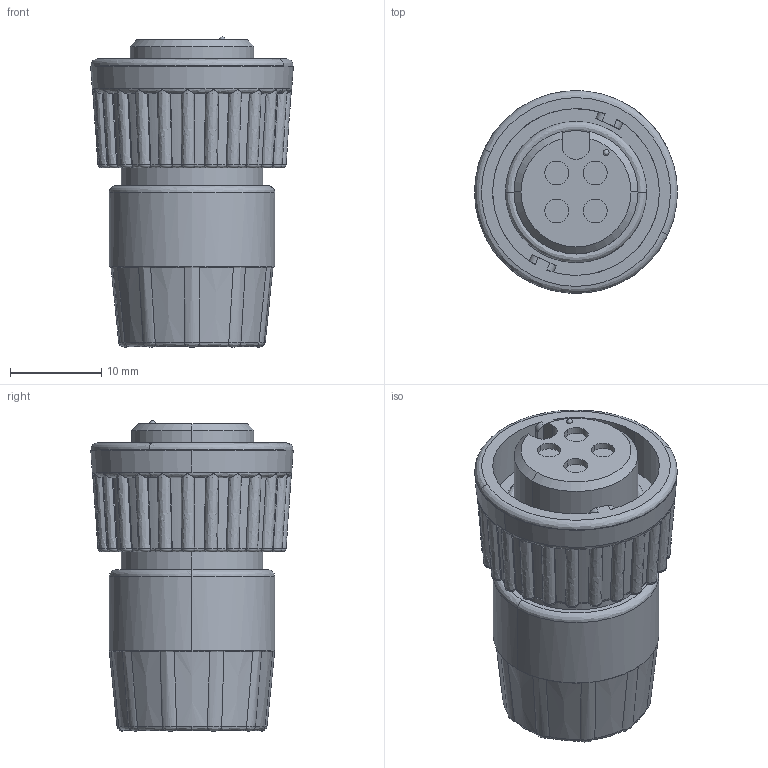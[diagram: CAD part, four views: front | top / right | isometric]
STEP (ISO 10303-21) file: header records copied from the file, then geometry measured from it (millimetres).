
FILE_DESCRIPTION (( 'STEP AP203' ), '1' );
FILE_NAME ('3380-4SG-3XX.STEP', '2017-11-14T17:46:12', ( '' ), ( '' ), 'SwSTEP 2.0', 'SolidWorks 2017', '' );
FILE_SCHEMA (( 'CONFIG_CONTROL_DESIGN' ));
Length unit declared in the file: inch
Products named in the file (1): 3380-4SG-3XX
Bounding box: 22.22 x 22.19 x 34.04 mm (x, y, z)
Volume: 7955.4 mm3; surface area: 3655.6 mm2
Topology: 1 solids, 1 shells, 287 faces, 785 edges, 510 vertices
Faces by surface type: bspline 162, plane 56, cone 40, cylinder 29
Entity records: 14185 total; most frequent: CARTESIAN_POINT 8476, ORIENTED_EDGE 1566, EDGE_CURVE 783, DIRECTION 718, VERTEX_POINT 510, B_SPLINE_CURVE_WITH_KNOTS 365, AXIS2_PLACEMENT_3D 318, EDGE_LOOP 299
